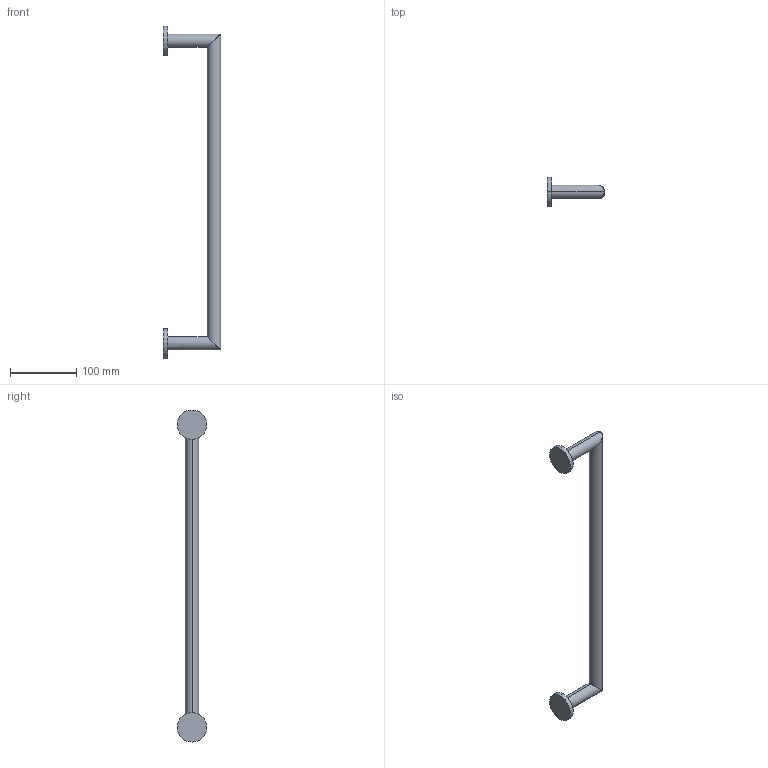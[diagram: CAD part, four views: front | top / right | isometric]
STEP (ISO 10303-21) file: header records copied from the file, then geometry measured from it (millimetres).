
FILE_DESCRIPTION((''),'2;1');
FILE_NAME('36-01','2023-01-05T16:15:34',('rsmith'),(''),'CREO PARAMETRIC BY PTC INC, 2019352','CREO PARAMETRIC BY PTC INC, 2019352','');
FILE_SCHEMA(('CONFIG_CONTROL_DESIGN'));
Length unit declared in the file: inch
Products named in the file (1): 36-01
Bounding box: 86.6 x 44.45 x 501.65 mm (x, y, z)
Volume: 207906.7 mm3; surface area: 44856.1 mm2
Topology: 1 solids, 1 shells, 26 faces, 50 edges, 28 vertices
Faces by surface type: cylinder 10, bspline 8, plane 4, torus 4
Entity records: 1506 total; most frequent: CARTESIAN_POINT 984, ORIENTED_EDGE 100, DIRECTION 94, EDGE_CURVE 50, AXIS2_PLACEMENT_3D 42, VERTEX_POINT 28, EDGE_LOOP 28, FACE_OUTER_BOUND 26
